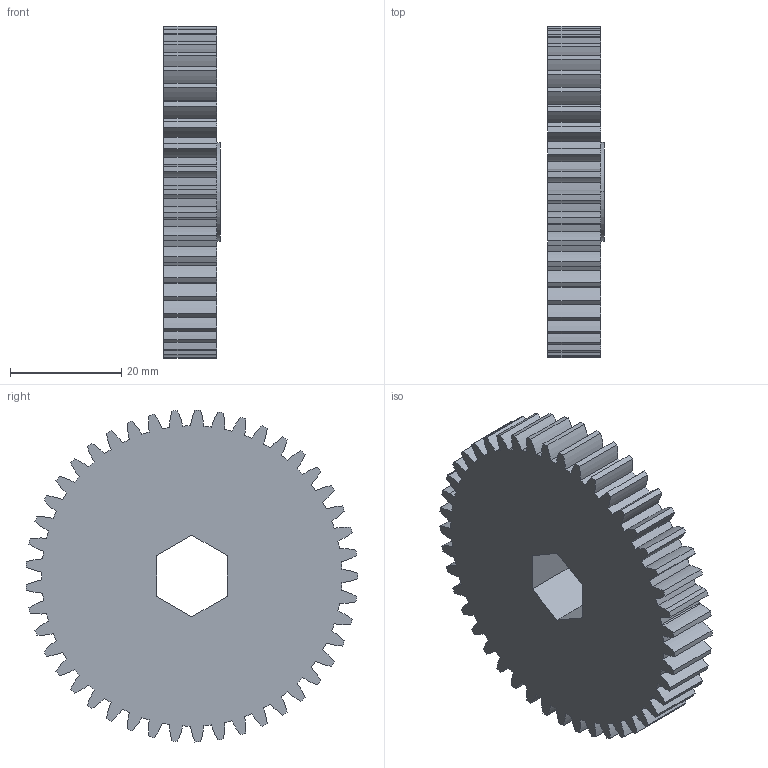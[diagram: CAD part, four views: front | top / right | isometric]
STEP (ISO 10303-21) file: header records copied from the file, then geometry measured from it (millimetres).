
FILE_DESCRIPTION (( 'STEP AP214' ), '1' );
FILE_NAME ('am-2035 45 Tooth Aluminum Gear with 500 Hex Bore.STEP', '2014-08-21T20:12:51', ( '' ), ( '' ), 'SwSTEP 2.0', 'SolidWorks 2014', '' );
FILE_SCHEMA (( 'AUTOMOTIVE_DESIGN' ));
Length unit declared in the file: inch
Products named in the file (1): am-2035 45 Tooth Aluminum Gear with 500 Hex Bore
Bounding box: 10.16 x 59.65 x 59.68 mm (x, y, z)
Volume: 22782 mm3; surface area: 8806.1 mm2
Topology: 1 solids, 1 shells, 195 faces, 576 edges, 384 vertices
Faces by surface type: cylinder 186, plane 9
Entity records: 6786 total; most frequent: DIRECTION 1340, CARTESIAN_POINT 1156, ORIENTED_EDGE 1152, EDGE_CURVE 576, AXIS2_PLACEMENT_3D 568, VERTEX_POINT 384, CIRCLE 372, VECTOR 204
